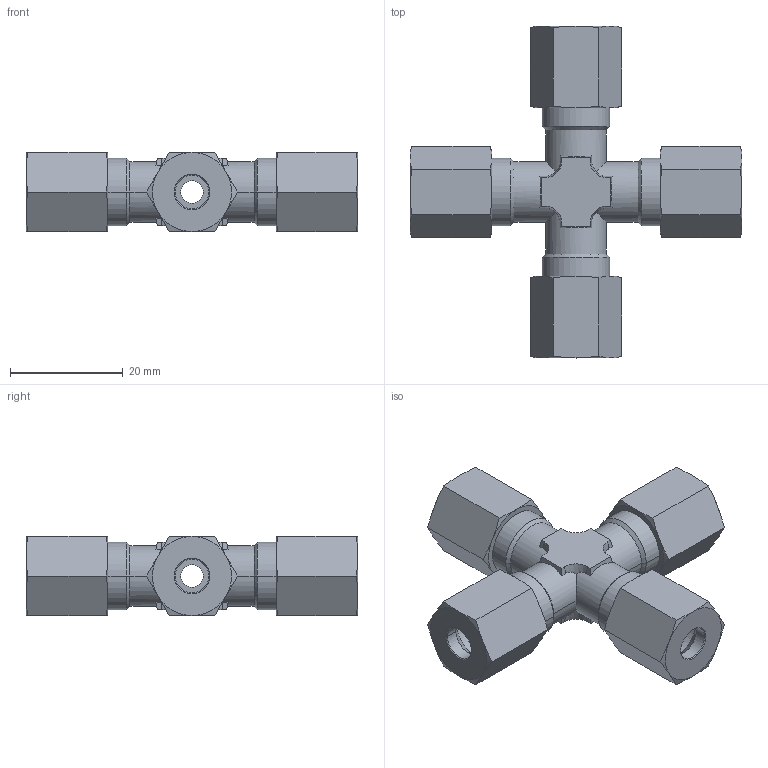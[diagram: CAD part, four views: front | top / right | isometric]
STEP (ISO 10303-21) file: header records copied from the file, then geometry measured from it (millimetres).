
FILE_DESCRIPTION((''),'2;1');
FILE_NAME('ILCM43000008','2009-07-27T',('mes'),(''),'PRO/ENGINEER BY PARAMETRIC TECHNOLOGY CORPORATION, 2007460','PRO/ENGINEER BY PARAMETRIC TECHNOLOGY CORPORATION, 2007460','');
FILE_SCHEMA(('AUTOMOTIVE_DESIGN_CC2 { 1 2 10303 214 -1 1 5 2 }'));
Length unit declared in the file: inch
Products named in the file (1): ILCM43000008
Bounding box: 58.8 x 58.8 x 14 mm (x, y, z)
Volume: 10644 mm3; surface area: 7913.2 mm2
Topology: 1 solids, 1 shells, 210 faces, 492 edges, 294 vertices
Faces by surface type: cone 96, plane 66, cylinder 48
Entity records: 8235 total; most frequent: CARTESIAN_POINT 1998, ORIENTED_EDGE 984, DIRECTION 940, EDGE_CURVE 492, AXIS2_PLACEMENT_3D 378, VERTEX_POINT 294, EDGE_LOOP 226, FACE_OUTER_BOUND 210
